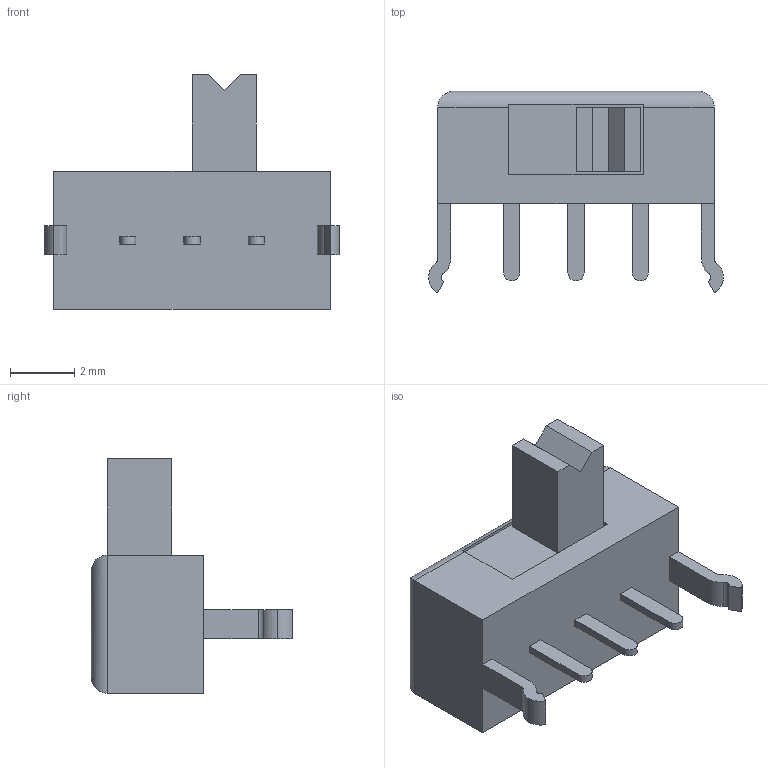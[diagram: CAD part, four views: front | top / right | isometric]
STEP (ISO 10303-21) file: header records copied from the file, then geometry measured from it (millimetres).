
FILE_DESCRIPTION (( 'STEP AP214' ), '1' );
FILE_NAME ('2 Position Slide Switch, Right Angle.STEP', '2022-07-20T07:17:52', ( '' ), ( '' ), 'SwSTEP 2.0', 'SolidWorks 2021', '' );
FILE_SCHEMA (( 'AUTOMOTIVE_DESIGN' ));
Length unit declared in the file: millimetre
Products named in the file (1): 2 Position Slide Switch, Right Angle
Bounding box: 9.17 x 6.27 x 7.3 mm (x, y, z)
Volume: 141.9 mm3; surface area: 219.9 mm2
Topology: 7 solids, 7 shells, 64 faces, 146 edges, 96 vertices
Faces by surface type: plane 47, cylinder 17
Entity records: 1885 total; most frequent: CARTESIAN_POINT 319, DIRECTION 300, ORIENTED_EDGE 292, EDGE_CURVE 146, VECTOR 114, LINE 114, VERTEX_POINT 96, AXIS2_PLACEMENT_3D 93
